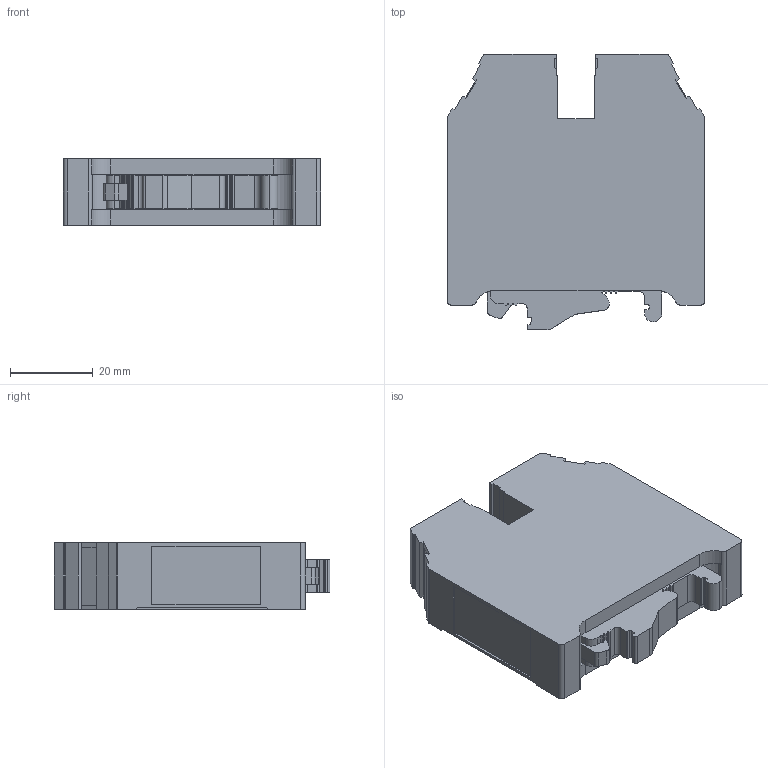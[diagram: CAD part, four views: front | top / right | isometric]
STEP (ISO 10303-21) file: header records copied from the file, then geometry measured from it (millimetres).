
FILE_DESCRIPTION (( 'STEP AP214' ), '1' );
FILE_NAME ('334240_AVK 35T RDS.STP', '2015-08-06T14:36:44', ( '' ), ( '' ), 'SwSTEP 2.0', 'SolidWorks 2015', '' );
FILE_SCHEMA (( 'AUTOMOTIVE_DESIGN' ));
Length unit declared in the file: millimetre
Products named in the file (1): 334240_AVK 35T RDS
Bounding box: 62 x 66.5 x 16 mm (x, y, z)
Volume: 53725.3 mm3; surface area: 11933.4 mm2
Topology: 1 solids, 1 shells, 232 faces, 672 edges, 447 vertices
Faces by surface type: plane 157, cylinder 75
Entity records: 9180 total; most frequent: CARTESIAN_POINT 1355, ORIENTED_EDGE 1344, DIRECTION 1303, EDGE_CURVE 672, LINE 505, VECTOR 505, VERTEX_POINT 447, AXIS2_PLACEMENT_3D 399
